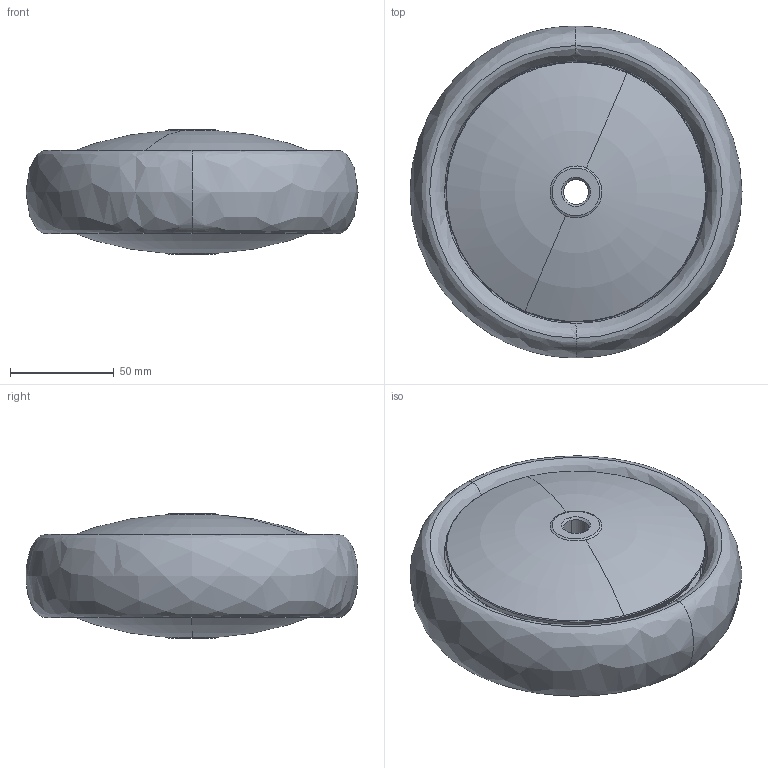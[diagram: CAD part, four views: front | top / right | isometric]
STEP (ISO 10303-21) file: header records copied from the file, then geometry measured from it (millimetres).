
FILE_DESCRIPTION (( 'STEP AP214' ), '1' );
FILE_NAME ('0043875_TPBK-160-40-60-K12-EC.STEP', '2016-10-21T12:54:38', ( '' ), ( '' ), 'SwSTEP 2.0', 'SolidWorks 2016', '' );
FILE_SCHEMA (( 'AUTOMOTIVE_DESIGN' ));
Length unit declared in the file: millimetre
Products named in the file (1): 0043875_TPBK-160-40-60-K12-EC
Bounding box: 160 x 159.99 x 60 mm (x, y, z)
Surface area: 88197.2 mm2 (no closed solid volume)
Topology: 0 solids, 3 shells, 46 faces, 102 edges, 60 vertices
Faces by surface type: torus 16, cone 12, bspline 10, cylinder 4, plane 4
Entity records: 1923 total; most frequent: CARTESIAN_POINT 389, DIRECTION 242, ORIENTED_EDGE 192, AXIS2_PLACEMENT_3D 113, EDGE_CURVE 102, CIRCLE 76, VERTEX_POINT 60, EDGE_LOOP 50
